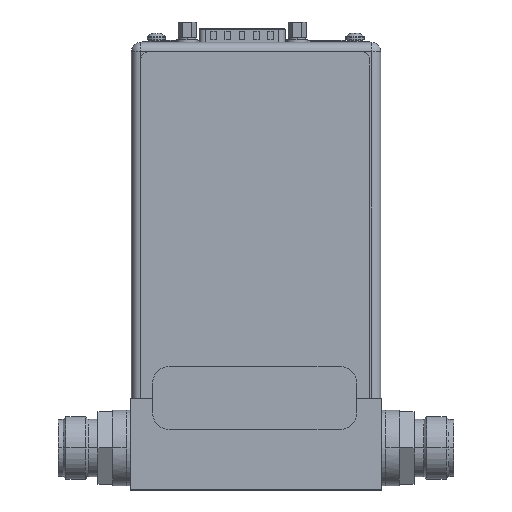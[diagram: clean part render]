
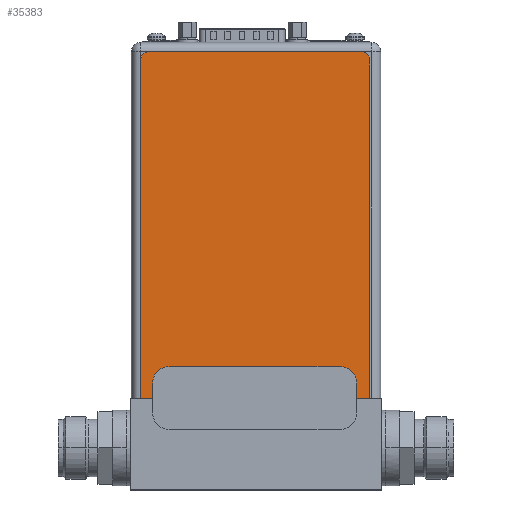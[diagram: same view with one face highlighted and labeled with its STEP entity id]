
A CAD part, top view. The second image highlights one B-rep face of the part: STEP entity #35383.
In plain terms, the highlighted planar face has unit normal (0, 0, 1).
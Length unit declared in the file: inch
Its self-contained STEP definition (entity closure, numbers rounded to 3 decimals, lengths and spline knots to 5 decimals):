
#35204=DIRECTION('',(0.,1.,0.));
#35205=VECTOR('',#35204,4.04);
#35206=CARTESIAN_POINT('',(2.73,0.,0.004));
#35207=LINE('',#35206,#35205);
#35212=DIRECTION('',(1.,0.,0.));
#35213=VECTOR('',#35212,2.73);
#35214=CARTESIAN_POINT('',(0.,0.,0.004));
#35215=LINE('',#35214,#35213);
#35216=DIRECTION('',(0.,-1.,0.));
#35217=VECTOR('',#35216,4.04);
#35218=CARTESIAN_POINT('',(0.,4.04,0.004));
#35219=LINE('',#35218,#35217);
#35228=DIRECTION('',(-1.,0.,0.));
#35229=VECTOR('',#35228,2.53);
#35230=CARTESIAN_POINT('',(2.63,4.14,0.004));
#35231=LINE('',#35230,#35229);
#35232=CARTESIAN_POINT('',(2.63,4.04,0.004));
#35233=DIRECTION('',(0.,0.,-1.));
#35234=DIRECTION('',(0.,1.,0.));
#35235=AXIS2_PLACEMENT_3D('',#35232,#35233,#35234);
#35237=CARTESIAN_POINT('',(0.1,4.04,0.004));
#35238=DIRECTION('',(0.,0.,-1.));
#35239=DIRECTION('',(-1.,0.,0.));
#35240=AXIS2_PLACEMENT_3D('',#35237,#35238,#35239);
#35254=CARTESIAN_POINT('',(2.73,4.04,0.004));
#35255=VERTEX_POINT('',#35254);
#35256=CARTESIAN_POINT('',(2.63,4.14,0.004));
#35257=VERTEX_POINT('',#35256);
#35258=CARTESIAN_POINT('',(2.73,0.,0.004));
#35259=VERTEX_POINT('',#35258);
#35260=CARTESIAN_POINT('',(0.,0.,0.004));
#35261=VERTEX_POINT('',#35260);
#35262=CARTESIAN_POINT('',(0.,4.04,0.004));
#35263=VERTEX_POINT('',#35262);
#35264=CARTESIAN_POINT('',(0.1,4.14,0.004));
#35265=VERTEX_POINT('',#35264);
#35370=CARTESIAN_POINT('',(0.,0.,0.004));
#35371=DIRECTION('',(0.,0.,1.));
#35372=DIRECTION('',(1.,0.,0.));
#35373=AXIS2_PLACEMENT_3D('',#35370,#35371,#35372);
#35374=PLANE('',#35373);
#35375=ORIENTED_EDGE('',*,*,#35294,.T.);
#35376=ORIENTED_EDGE('',*,*,#35310,.F.);
#35377=ORIENTED_EDGE('',*,*,#35323,.F.);
#35378=ORIENTED_EDGE('',*,*,#35336,.F.);
#35379=ORIENTED_EDGE('',*,*,#35351,.T.);
#35380=ORIENTED_EDGE('',*,*,#35363,.F.);
#35381=EDGE_LOOP('',(#35375,#35376,#35377,#35378,#35379,#35380));
#35382=FACE_OUTER_BOUND('',#35381,.F.);
#35383=ADVANCED_FACE('',(#35382),#35374,.T.);
#35236=CIRCLE('',#35235,0.1);
#35241=CIRCLE('',#35240,0.1);
#35294=EDGE_CURVE('',#35257,#35255,#35236,.T.);
#35310=EDGE_CURVE('',#35259,#35255,#35207,.T.);
#35323=EDGE_CURVE('',#35261,#35259,#35215,.T.);
#35336=EDGE_CURVE('',#35263,#35261,#35219,.T.);
#35351=EDGE_CURVE('',#35263,#35265,#35241,.T.);
#35363=EDGE_CURVE('',#35257,#35265,#35231,.T.);
